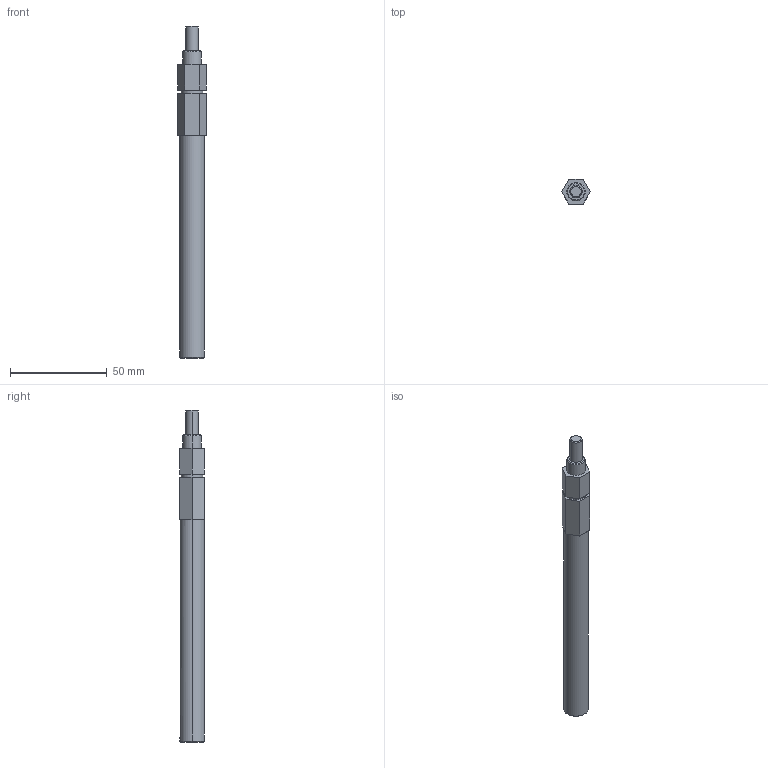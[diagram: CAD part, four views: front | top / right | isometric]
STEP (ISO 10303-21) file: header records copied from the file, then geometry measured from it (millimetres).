
FILE_DESCRIPTION (( 'STEP AP214' ), '1' );
FILE_NAME ('am-0535 500 Key Long Output Shaft for Toughbox Nano (2).STEP', '2014-08-20T21:04:27', ( '' ), ( '' ), 'SwSTEP 2.0', 'SolidWorks 2014', '' );
FILE_SCHEMA (( 'AUTOMOTIVE_DESIGN' ));
Length unit declared in the file: inch
Products named in the file (1): am-0535 500 Key Long Output Shaft for Toughbox Nano (2)
Bounding box: 14.66 x 12.7 x 171.32 mm (x, y, z)
Volume: 19630.5 mm3; surface area: 7483.4 mm2
Topology: 1 solids, 1 shells, 43 faces, 103 edges, 65 vertices
Faces by surface type: plane 22, cylinder 13, cone 8
Entity records: 1292 total; most frequent: CARTESIAN_POINT 236, DIRECTION 218, ORIENTED_EDGE 202, EDGE_CURVE 101, AXIS2_PLACEMENT_3D 75, VECTOR 68, LINE 68, VERTEX_POINT 65
